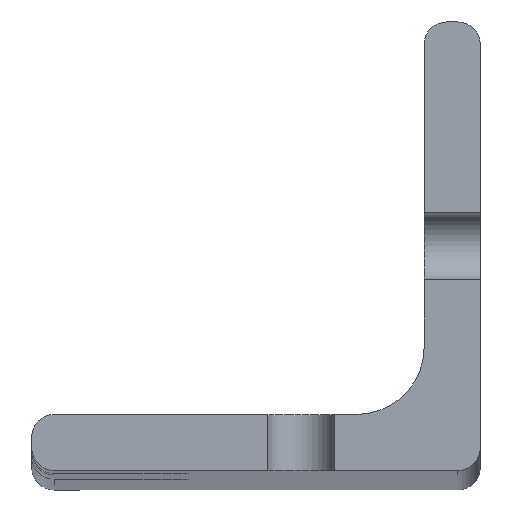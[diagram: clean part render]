
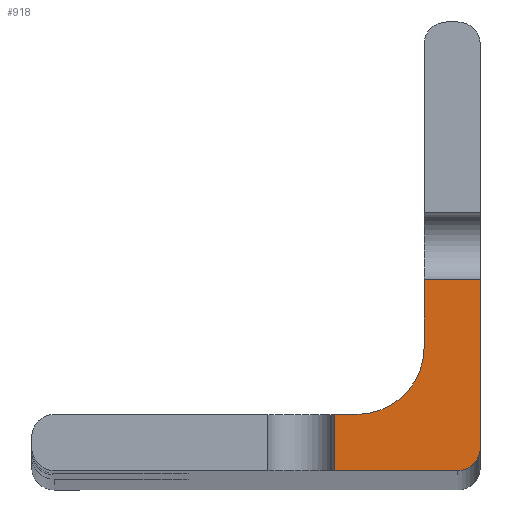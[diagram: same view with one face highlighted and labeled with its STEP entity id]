
A CAD part, top view. The second image highlights one B-rep face of the part: STEP entity #918.
In plain terms, the highlighted planar face has unit normal (0, 0, 1).
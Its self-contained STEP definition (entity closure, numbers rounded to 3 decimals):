
#92=CIRCLE('',#978,2.);
#93=CIRCLE('',#979,6.);
#132=ORIENTED_EDGE('',*,*,#396,.F.);
#133=ORIENTED_EDGE('',*,*,#397,.T.);
#134=ORIENTED_EDGE('',*,*,#398,.F.);
#135=ORIENTED_EDGE('',*,*,#399,.T.);
#136=ORIENTED_EDGE('',*,*,#400,.F.);
#137=ORIENTED_EDGE('',*,*,#401,.T.);
#138=ORIENTED_EDGE('',*,*,#402,.F.);
#139=ORIENTED_EDGE('',*,*,#403,.T.);
#396=EDGE_CURVE('',#528,#529,#616,.F.);
#397=EDGE_CURVE('',#528,#530,#92,.T.);
#398=EDGE_CURVE('',#531,#530,#617,.F.);
#399=EDGE_CURVE('',#531,#532,#618,.F.);
#400=EDGE_CURVE('',#533,#532,#619,.F.);
#401=EDGE_CURVE('',#533,#534,#93,.F.);
#402=EDGE_CURVE('',#535,#534,#620,.F.);
#403=EDGE_CURVE('',#535,#529,#621,.F.);
#528=VERTEX_POINT('',#1380);
#529=VERTEX_POINT('',#1381);
#530=VERTEX_POINT('',#1383);
#531=VERTEX_POINT('',#1385);
#532=VERTEX_POINT('',#1387);
#533=VERTEX_POINT('',#1389);
#534=VERTEX_POINT('',#1391);
#535=VERTEX_POINT('',#1393);
#616=LINE('',#1379,#708);
#617=LINE('',#1384,#709);
#618=LINE('',#1386,#710);
#619=LINE('',#1388,#711);
#620=LINE('',#1392,#712);
#621=LINE('',#1394,#713);
#708=VECTOR('',#1083,1000.);
#709=VECTOR('',#1086,1000.);
#710=VECTOR('',#1087,1000.);
#711=VECTOR('',#1088,1000.);
#712=VECTOR('',#1091,1000.);
#713=VECTOR('',#1092,1000.);
#800=EDGE_LOOP('',(#132,#133,#134,#135,#136,#137,#138,#139));
#846=FACE_BOUND('',#800,.T.);
#892=PLANE('',#977);
#918=ADVANCED_FACE('',(#846),#892,.F.);
#977=AXIS2_PLACEMENT_3D('',#1378,#1081,#1082);
#978=AXIS2_PLACEMENT_3D('',#1382,#1084,#1085);
#979=AXIS2_PLACEMENT_3D('',#1390,#1089,#1090);
#1081=DIRECTION('',(0.,0.,-1.));
#1082=DIRECTION('',(1.,0.,0.));
#1083=DIRECTION('',(1.,0.,0.));
#1084=DIRECTION('',(0.,0.,1.));
#1085=DIRECTION('',(1.,0.,0.));
#1086=DIRECTION('',(0.,1.,0.));
#1087=DIRECTION('',(1.,0.,0.));
#1088=DIRECTION('',(0.,-1.,0.));
#1089=DIRECTION('',(0.,0.,1.));
#1090=DIRECTION('',(1.,0.,0.));
#1091=DIRECTION('',(-1.,0.,0.));
#1092=DIRECTION('',(0.,1.,0.));
#1378=CARTESIAN_POINT('',(0.,0.,1000.));
#1379=CARTESIAN_POINT('',(-40.,0.,1000.));
#1380=CARTESIAN_POINT('',(-2.,0.,1000.));
#1381=CARTESIAN_POINT('',(-13.,0.,1000.));
#1382=CARTESIAN_POINT('',(-2.,2.,1000.));
#1383=CARTESIAN_POINT('',(0.,2.,1000.));
#1384=CARTESIAN_POINT('',(0.,0.,1000.));
#1385=CARTESIAN_POINT('',(0.,17.,1000.));
#1386=CARTESIAN_POINT('',(0.,17.,1000.));
#1387=CARTESIAN_POINT('',(-5.,17.,1000.));
#1388=CARTESIAN_POINT('',(-5.,40.,1000.));
#1389=CARTESIAN_POINT('',(-5.,11.,1000.));
#1390=CARTESIAN_POINT('',(-11.,11.,1000.));
#1391=CARTESIAN_POINT('',(-11.,5.,1000.));
#1392=CARTESIAN_POINT('',(-5.,5.,1000.));
#1393=CARTESIAN_POINT('',(-13.,5.,1000.));
#1394=CARTESIAN_POINT('',(-13.,0.,1000.));
